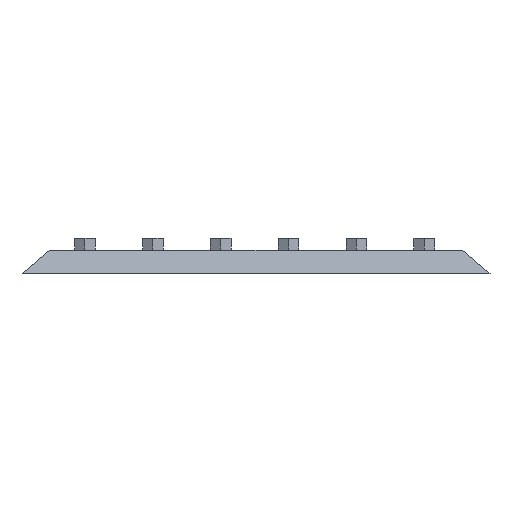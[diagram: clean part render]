
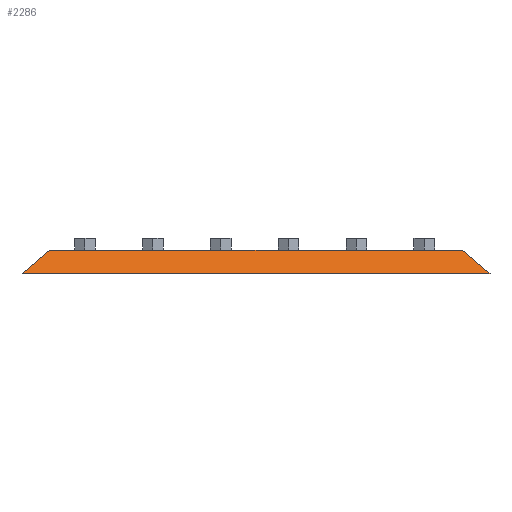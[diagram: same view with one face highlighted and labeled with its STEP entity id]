
A CAD part, front view. The second image highlights one B-rep face of the part: STEP entity #2286.
In plain terms, the highlighted planar face has unit normal (0, -0.643, 0.766).
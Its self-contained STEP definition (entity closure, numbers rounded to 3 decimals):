
#375 = LINE ( 'NONE', #2030, #9245 ) ;
#664 = CARTESIAN_POINT ( 'NONE',  ( -1.192, -27.808, 1. ) ) ;
#731 = VECTOR ( 'NONE', #7194, 1000. ) ;
#1297 = ORIENTED_EDGE ( 'NONE', *, *, #5801, .T. ) ;
#1632 = ORIENTED_EDGE ( 'NONE', *, *, #3561, .T. ) ;
#2022 = VECTOR ( 'NONE', #3584, 1000. ) ;
#2030 = CARTESIAN_POINT ( 'NONE',  ( -11.476, -17.524, 9.629 ) ) ;
#2286 = ADVANCED_FACE ( 'NONE', ( #2848 ), #9974, .T. ) ;
#2312 = EDGE_CURVE ( 'NONE', #8072, #2696, #8367, .T. ) ;
#2554 = ORIENTED_EDGE ( 'NONE', *, *, #2312, .F. ) ;
#2696 = VERTEX_POINT ( 'NONE', #9371 ) ;
#2783 = CARTESIAN_POINT ( 'NONE',  ( -11.853, -20.853, 6.836 ) ) ;
#2848 = FACE_OUTER_BOUND ( 'NONE', #8408, .T. ) ;
#3126 = CARTESIAN_POINT ( 'NONE',  ( -20., -29., 0. ) ) ;
#3561 = EDGE_CURVE ( 'NONE', #10465, #5724, #375, .T. ) ;
#3584 = DIRECTION ( 'NONE',  ( 0.608, 0.608, 0.51 ) ) ;
#5014 = CARTESIAN_POINT ( 'NONE',  ( 0., -29., 0. ) ) ;
#5465 = CARTESIAN_POINT ( 'NONE',  ( 0., -27.808, 1. ) ) ;
#5568 = LINE ( 'NONE', #5465, #731 ) ;
#5724 = VERTEX_POINT ( 'NONE', #664 ) ;
#5801 = EDGE_CURVE ( 'NONE', #8072, #10465, #9524, .T. ) ;
#6138 = CARTESIAN_POINT ( 'NONE',  ( 0., -27.808, 1. ) ) ;
#6412 = DIRECTION ( 'NONE',  ( 1., 0., 0. ) ) ;
#6935 = DIRECTION ( 'NONE',  ( -0.608, 0.608, 0.51 ) ) ;
#7194 = DIRECTION ( 'NONE',  ( 1., 0., 0. ) ) ;
#8072 = VERTEX_POINT ( 'NONE', #9808 ) ;
#8367 = LINE ( 'NONE', #2783, #2022 ) ;
#8408 = EDGE_LOOP ( 'NONE', ( #1632, #10575, #2554, #1297 ) ) ;
#8565 = VECTOR ( 'NONE', #6412, 1000. ) ;
#9157 = EDGE_CURVE ( 'NONE', #2696, #5724, #5568, .T. ) ;
#9245 = VECTOR ( 'NONE', #6935, 1000. ) ;
#9371 = CARTESIAN_POINT ( 'NONE',  ( -18.808, -27.808, 1. ) ) ;
#9408 = DIRECTION ( 'NONE',  ( -1., 0., 0. ) ) ;
#9524 = LINE ( 'NONE', #3126, #8565 ) ;
#9808 = CARTESIAN_POINT ( 'NONE',  ( -20., -29., 0. ) ) ;
#9861 = DIRECTION ( 'NONE',  ( 0., -0.643, 0.766 ) ) ;
#9974 = PLANE ( 'NONE',  #10266 ) ;
#10266 = AXIS2_PLACEMENT_3D ( 'NONE', #6138, #9861, #9408 ) ;
#10465 = VERTEX_POINT ( 'NONE', #5014 ) ;
#10575 = ORIENTED_EDGE ( 'NONE', *, *, #9157, .F. ) ;
